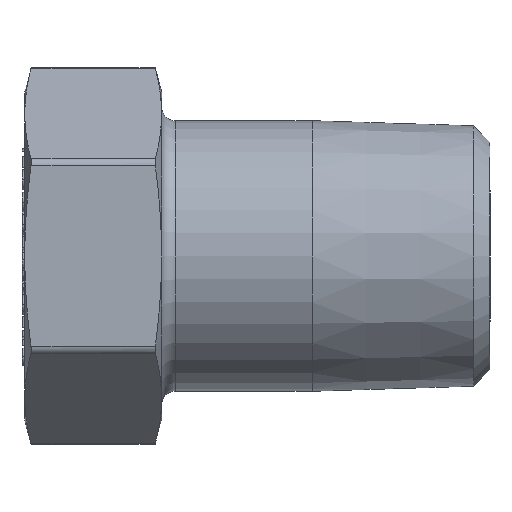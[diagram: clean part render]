
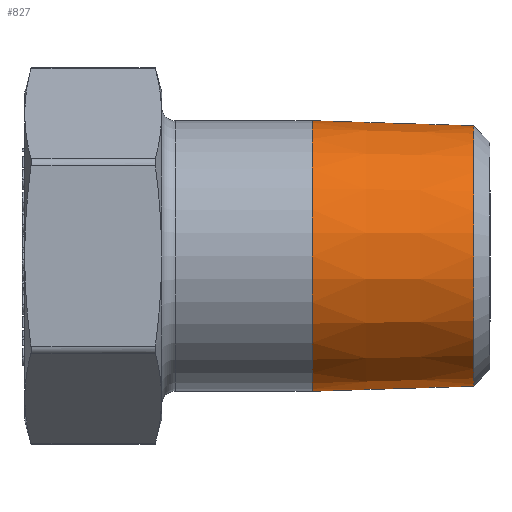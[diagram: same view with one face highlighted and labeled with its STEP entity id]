
A CAD part, front view. The second image highlights one B-rep face of the part: STEP entity #827.
In plain terms, the highlighted conical face has half-angle 1.79 degrees and reference radius 4.942 mm.
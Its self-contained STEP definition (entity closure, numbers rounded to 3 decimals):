
#827 = ADVANCED_FACE ( 'NONE', ( #12233, #12227 ), #9038, .T. ) ;
#1821 = CARTESIAN_POINT ( 'NONE',  ( 7.95, 8.45, -4.758 ) ) ;
#1827 = CARTESIAN_POINT ( 'NONE',  ( 2.05, 8.45, -4.942 ) ) ;
#1839 = VERTEX_POINT ( 'NONE', #1821 ) ;
#1840 = VERTEX_POINT ( 'NONE', #1827 ) ;
#1920 = EDGE_CURVE ( 'NONE', #1839, #1839, #9289, .T. ) ;
#1966 = EDGE_CURVE ( 'NONE', #1840, #1840, #8493, .T. ) ;
#2506 = ORIENTED_EDGE ( 'NONE', *, *, #1966, .F. ) ;
#2516 = ORIENTED_EDGE ( 'NONE', *, *, #1920, .T. ) ;
#8493 = CIRCLE ( 'NONE', #8530, 4.942 ) ;
#8530 = AXIS2_PLACEMENT_3D ( 'NONE', #14581, #14578, #14563 ) ;
#9036 = AXIS2_PLACEMENT_3D ( 'NONE', #12231, #12229, #12246 ) ;
#9038 = CONICAL_SURFACE ( 'NONE', #9036, 4.942, 0.031 ) ;
#9289 = CIRCLE ( 'NONE', #9310, 4.758 ) ;
#9310 = AXIS2_PLACEMENT_3D ( 'NONE', #13519, #13561, #13539 ) ;
#9422 = EDGE_LOOP ( 'NONE', ( #2506 ) ) ;
#9442 = EDGE_LOOP ( 'NONE', ( #2516 ) ) ;
#12227 = FACE_OUTER_BOUND ( 'NONE', #9422, .T. ) ;
#12229 = DIRECTION ( 'NONE',  ( -1., 0., 0. ) ) ;
#12231 = CARTESIAN_POINT ( 'NONE',  ( 2.05, 8.45, 0. ) ) ;
#12233 = FACE_BOUND ( 'NONE', #9442, .T. ) ;
#12246 = DIRECTION ( 'NONE',  ( 0., 0., -1. ) ) ;
#13519 = CARTESIAN_POINT ( 'NONE',  ( 7.95, 8.45, 0. ) ) ;
#13539 = DIRECTION ( 'NONE',  ( 0., 0., -1. ) ) ;
#13561 = DIRECTION ( 'NONE',  ( -1., 0., 0. ) ) ;
#14563 = DIRECTION ( 'NONE',  ( 0., 0., -1. ) ) ;
#14578 = DIRECTION ( 'NONE',  ( -1., 0., 0. ) ) ;
#14581 = CARTESIAN_POINT ( 'NONE',  ( 2.05, 8.45, 0. ) ) ;
